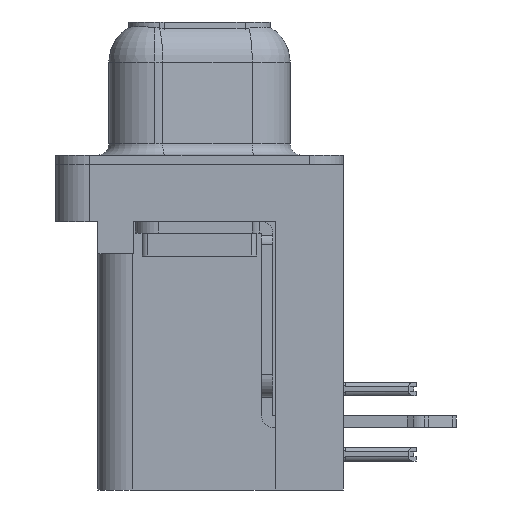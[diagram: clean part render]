
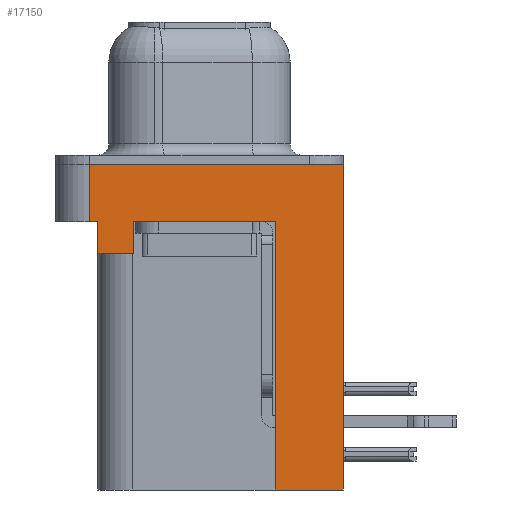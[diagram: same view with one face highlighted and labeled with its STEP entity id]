
A CAD part, left-side view. The second image highlights one B-rep face of the part: STEP entity #17150.
In plain terms, the highlighted planar face has unit normal (-1, 0, 0).
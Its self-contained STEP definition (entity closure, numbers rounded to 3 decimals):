
#40 = VERTEX_POINT ( 'NONE', #15536 ) ;
#182 = CARTESIAN_POINT ( 'NONE',  ( -2.91, -6.275, -2.5 ) ) ;
#444 = VERTEX_POINT ( 'NONE', #19856 ) ;
#469 = DIRECTION ( 'NONE',  ( 0., -1., 0. ) ) ;
#653 = CARTESIAN_POINT ( 'NONE',  ( -2.91, 2.895, -3.9 ) ) ;
#1063 = CARTESIAN_POINT ( 'NONE',  ( -2.91, 4.425, -3.9 ) ) ;
#1131 = VECTOR ( 'NONE', #24221, 1000. ) ;
#1480 = VERTEX_POINT ( 'NONE', #4238 ) ;
#1777 = VERTEX_POINT ( 'NONE', #11294 ) ;
#1886 = CARTESIAN_POINT ( 'NONE',  ( -2.91, -3.295, -14.2 ) ) ;
#2010 = CARTESIAN_POINT ( 'NONE',  ( -2.91, -3.295, -14.2 ) ) ;
#2128 = DIRECTION ( 'NONE',  ( 0., 1., 0. ) ) ;
#2278 = ORIENTED_EDGE ( 'NONE', *, *, #19938, .T. ) ;
#3093 = DIRECTION ( 'NONE',  ( 0., 0., 1. ) ) ;
#3107 = ORIENTED_EDGE ( 'NONE', *, *, #14064, .F. ) ;
#3842 = EDGE_CURVE ( 'NONE', #16559, #9253, #17432, .T. ) ;
#4006 = LINE ( 'NONE', #1886, #20078 ) ;
#4238 = CARTESIAN_POINT ( 'NONE',  ( -2.91, 4.775, -2.5 ) ) ;
#4387 = VERTEX_POINT ( 'NONE', #653 ) ;
#5070 = VERTEX_POINT ( 'NONE', #17102 ) ;
#5781 = PLANE ( 'NONE',  #7132 ) ;
#6456 = EDGE_CURVE ( 'NONE', #1480, #9406, #6674, .T. ) ;
#6674 = LINE ( 'NONE', #16220, #17658 ) ;
#6690 = VERTEX_POINT ( 'NONE', #1063 ) ;
#6743 = VECTOR ( 'NONE', #7994, 1000. ) ;
#7081 = CARTESIAN_POINT ( 'NONE',  ( -2.91, -6.275, -2.5 ) ) ;
#7132 = AXIS2_PLACEMENT_3D ( 'NONE', #182, #7746, #8237 ) ;
#7509 = EDGE_CURVE ( 'NONE', #444, #16559, #4006, .T. ) ;
#7626 = EDGE_CURVE ( 'NONE', #4387, #6690, #21604, .T. ) ;
#7690 = ORIENTED_EDGE ( 'NONE', *, *, #7626, .F. ) ;
#7746 = DIRECTION ( 'NONE',  ( -1., 0., 0. ) ) ;
#7792 = VECTOR ( 'NONE', #19489, 1000. ) ;
#7994 = DIRECTION ( 'NONE',  ( 0., 0., 1. ) ) ;
#8205 = LINE ( 'NONE', #21378, #14235 ) ;
#8237 = DIRECTION ( 'NONE',  ( 0., 0., 1. ) ) ;
#8280 = VECTOR ( 'NONE', #12791, 1000. ) ;
#9253 = VERTEX_POINT ( 'NONE', #19083 ) ;
#9406 = VERTEX_POINT ( 'NONE', #23554 ) ;
#9418 = VECTOR ( 'NONE', #3093, 1000. ) ;
#9495 = ORIENTED_EDGE ( 'NONE', *, *, #13594, .F. ) ;
#9556 = ORIENTED_EDGE ( 'NONE', *, *, #19669, .T. ) ;
#11294 = CARTESIAN_POINT ( 'NONE',  ( -2.91, -6.275, 0. ) ) ;
#11635 = CARTESIAN_POINT ( 'NONE',  ( -2.91, -6.275, -2.5 ) ) ;
#12619 = ORIENTED_EDGE ( 'NONE', *, *, #6456, .T. ) ;
#12791 = DIRECTION ( 'NONE',  ( 0., 0., 1. ) ) ;
#12913 = EDGE_CURVE ( 'NONE', #5070, #9253, #16373, .T. ) ;
#13459 = CARTESIAN_POINT ( 'NONE',  ( -2.91, -3.295, -14.2 ) ) ;
#13594 = EDGE_CURVE ( 'NONE', #40, #1777, #13855, .T. ) ;
#13616 = ORIENTED_EDGE ( 'NONE', *, *, #13880, .F. ) ;
#13855 = LINE ( 'NONE', #14089, #16558 ) ;
#13880 = EDGE_CURVE ( 'NONE', #6690, #9406, #8205, .T. ) ;
#14027 = EDGE_LOOP ( 'NONE', ( #9495, #3107, #12619, #13616, #7690, #2278, #23124, #19628, #18702, #9556 ) ) ;
#14064 = EDGE_CURVE ( 'NONE', #1480, #40, #20494, .T. ) ;
#14089 = CARTESIAN_POINT ( 'NONE',  ( -2.91, -6.275, 0. ) ) ;
#14235 = VECTOR ( 'NONE', #17640, 1000. ) ;
#15536 = CARTESIAN_POINT ( 'NONE',  ( -2.91, 4.775, 0. ) ) ;
#16220 = CARTESIAN_POINT ( 'NONE',  ( -2.91, -6.275, -2.5 ) ) ;
#16373 = LINE ( 'NONE', #7081, #1131 ) ;
#16558 = VECTOR ( 'NONE', #469, 1000. ) ;
#16559 = VERTEX_POINT ( 'NONE', #2010 ) ;
#17102 = CARTESIAN_POINT ( 'NONE',  ( -2.91, 2.895, -2.5 ) ) ;
#17150 = ADVANCED_FACE ( 'NONE', ( #22777 ), #5781, .T. ) ;
#17366 = LINE ( 'NONE', #11635, #23302 ) ;
#17432 = LINE ( 'NONE', #13459, #6743 ) ;
#17640 = DIRECTION ( 'NONE',  ( 0., 0., 1. ) ) ;
#17658 = VECTOR ( 'NONE', #23227, 1000. ) ;
#18336 = CARTESIAN_POINT ( 'NONE',  ( -2.91, 2.895, -3.9 ) ) ;
#18702 = ORIENTED_EDGE ( 'NONE', *, *, #7509, .F. ) ;
#18846 = DIRECTION ( 'NONE',  ( 0., 0., 1. ) ) ;
#19083 = CARTESIAN_POINT ( 'NONE',  ( -2.91, -3.295, -2.5 ) ) ;
#19489 = DIRECTION ( 'NONE',  ( 0., 1., 0. ) ) ;
#19628 = ORIENTED_EDGE ( 'NONE', *, *, #3842, .F. ) ;
#19669 = EDGE_CURVE ( 'NONE', #444, #1777, #17366, .T. ) ;
#19856 = CARTESIAN_POINT ( 'NONE',  ( -2.91, -6.275, -14.2 ) ) ;
#19938 = EDGE_CURVE ( 'NONE', #4387, #5070, #24193, .T. ) ;
#20078 = VECTOR ( 'NONE', #2128, 1000. ) ;
#20494 = LINE ( 'NONE', #22358, #8280 ) ;
#21366 = CARTESIAN_POINT ( 'NONE',  ( -2.91, 4.425, -3.9 ) ) ;
#21378 = CARTESIAN_POINT ( 'NONE',  ( -2.91, 4.425, -3.9 ) ) ;
#21604 = LINE ( 'NONE', #21366, #7792 ) ;
#22358 = CARTESIAN_POINT ( 'NONE',  ( -2.91, 4.775, -2.5 ) ) ;
#22777 = FACE_OUTER_BOUND ( 'NONE', #14027, .T. ) ;
#23124 = ORIENTED_EDGE ( 'NONE', *, *, #12913, .T. ) ;
#23227 = DIRECTION ( 'NONE',  ( 0., -1., 0. ) ) ;
#23302 = VECTOR ( 'NONE', #18846, 1000. ) ;
#23554 = CARTESIAN_POINT ( 'NONE',  ( -2.91, 4.425, -2.5 ) ) ;
#24193 = LINE ( 'NONE', #18336, #9418 ) ;
#24221 = DIRECTION ( 'NONE',  ( 0., -1., 0. ) ) ;
